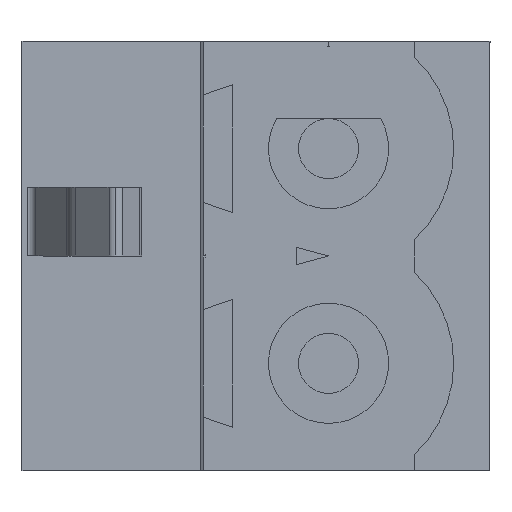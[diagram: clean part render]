
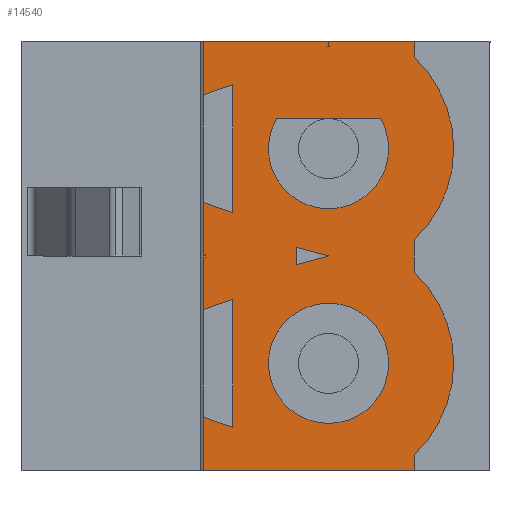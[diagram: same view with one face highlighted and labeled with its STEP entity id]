
A CAD part, left-side view. The second image highlights one B-rep face of the part: STEP entity #14540.
In plain terms, the highlighted planar face has unit normal (-1, 0, 0).
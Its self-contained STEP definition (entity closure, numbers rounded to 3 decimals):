
#10570=CARTESIAN_POINT('',(18.325,18.985,
-6.515));
#10580=VERTEX_POINT('',#10570);
#11370=CARTESIAN_POINT('',(18.325,15.886,
-6.466));
#11380=DIRECTION('',(0.,-0.966,
0.259));
#11390=VECTOR('',#11380,1.);
#11400=LINE('',#11370,#11390);
#11410=CARTESIAN_POINT('',(18.325,16.82,
-6.716));
#11420=VERTEX_POINT('',#11410);
#11430=CARTESIAN_POINT('',(18.325,16.07,
-6.515));
#11440=VERTEX_POINT('',#11430);
#11450=EDGE_CURVE('',#11420,#11440,#11400,.T.);
#12190=CARTESIAN_POINT('',(18.325,18.305,
-7.525));
#12200=VERTEX_POINT('',#12190);
#12370=CARTESIAN_POINT('',(18.325,18.985,
-7.76));
#12380=VERTEX_POINT('',#12370);
#12410=CARTESIAN_POINT('',(18.325,-25.573,
7.639));
#12420=DIRECTION('',(0.,-0.945,0.327));
#12430=VECTOR('',#12420,1.);
#12440=LINE('',#12410,#12430);
#12450=EDGE_CURVE('',#12380,#12200,#12440,.T.);
#12570=CARTESIAN_POINT('',(18.325,13.91,
-8.82));
#12580=DIRECTION('',(-1.,0.,0.));
#12590=DIRECTION('',(0.,-1.,0.));
#12600=AXIS2_PLACEMENT_3D('',#12570,#12580,#12590);
#12610=PLANE('',#12600);
#12620=ORIENTED_EDGE('',*,*,#11450,.F.);
#12630=CARTESIAN_POINT('',(18.325,15.886,
-6.564));
#12640=DIRECTION('',(0.,0.966,
0.259));
#12650=VECTOR('',#12640,1.);
#12660=LINE('',#12630,#12650);
#12670=CARTESIAN_POINT('',(18.325,16.82,
-6.314));
#12680=VERTEX_POINT('',#12670);
#12690=EDGE_CURVE('',#11440,#12680,#12660,.T.);
#12700=ORIENTED_EDGE('',*,*,#12690,.F.);
#12710=CARTESIAN_POINT('',(18.325,16.82,
-4.276));
#12720=DIRECTION('',(0.,0.,-1.));
#12730=VECTOR('',#12720,1.);
#12740=LINE('',#12710,#12730);
#12750=EDGE_CURVE('',#12680,#11420,#12740,.T.);
#12760=ORIENTED_EDGE('',*,*,#12750,.F.);
#12770=EDGE_LOOP('',(#12760,#12700,#12620));
#12780=FACE_BOUND('',#12770,.T.);
#12790=CARTESIAN_POINT('',(18.325,14.07,
-4.276));
#12800=DIRECTION('',(0.,0.,1.));
#12810=VECTOR('',#12800,1.);
#12820=LINE('',#12790,#12810);
#12830=CARTESIAN_POINT('',(18.325,14.07,
-6.894));
#12840=VERTEX_POINT('',#12830);
#12850=CARTESIAN_POINT('',(18.325,14.07,
-6.136));
#12860=VERTEX_POINT('',#12850);
#12870=EDGE_CURVE('',#12840,#12860,#12820,.T.);
#12880=ORIENTED_EDGE('',*,*,#12870,.T.);
#12890=CARTESIAN_POINT('',(18.325,16.07,
-9.015));
#12900=DIRECTION('',(-1.,0.,0.));
#12910=DIRECTION('',(0.,-1.,0.));
#12920=AXIS2_PLACEMENT_3D('',#12890,#12900,#12910);
#12930=CIRCLE('',#12920,2.915);
#12940=CARTESIAN_POINT('',(18.325,13.155,
-9.015));
#12950=VERTEX_POINT('',#12940);
#12960=EDGE_CURVE('',#12950,#12840,#12930,.T.);
#12970=ORIENTED_EDGE('',*,*,#12960,.T.);
#12980=CARTESIAN_POINT('',(18.325,14.07,
-11.136));
#12990=VERTEX_POINT('',#12980);
#13000=EDGE_CURVE('',#12990,#12950,#12930,.T.);
#13010=ORIENTED_EDGE('',*,*,#13000,.T.);
#13020=CARTESIAN_POINT('',(18.325,14.07,
-4.251));
#13030=DIRECTION('',(0.,0.,-1.));
#13040=VECTOR('',#13030,1.);
#13050=LINE('',#13020,#13040);
#13060=CARTESIAN_POINT('',(18.325,14.07,
-11.515));
#13070=VERTEX_POINT('',#13060);
#13080=EDGE_CURVE('',#12990,#13070,#13050,.T.);
#13090=ORIENTED_EDGE('',*,*,#13080,.F.);
#13100=CARTESIAN_POINT('',(18.325,15.886,
-11.515));
#13110=DIRECTION('',(0.,1.,0.));
#13120=VECTOR('',#13110,1.);
#13130=LINE('',#13100,#13120);
#13140=CARTESIAN_POINT('',(18.325,18.985,
-11.515));
#13150=VERTEX_POINT('',#13140);
#13160=EDGE_CURVE('',#13070,#13150,#13130,.T.);
#13170=ORIENTED_EDGE('',*,*,#13160,.F.);
#13180=CARTESIAN_POINT('',(18.325,18.985,
-4.251));
#13190=DIRECTION('',(0.,0.,-1.));
#13200=VECTOR('',#13190,1.);
#13210=LINE('',#13180,#13200);
#13220=CARTESIAN_POINT('',(18.325,18.985,
-10.27));
#13230=VERTEX_POINT('',#13220);
#13240=EDGE_CURVE('',#13230,#13150,#13210,.T.);
#13250=ORIENTED_EDGE('',*,*,#13240,.T.);
#13260=CARTESIAN_POINT('',(18.325,-25.573,
-25.669));
#13270=DIRECTION('',(0.,0.945,0.327));
#13280=VECTOR('',#13270,1.);
#13290=LINE('',#13260,#13280);
#13300=CARTESIAN_POINT('',(18.325,18.305,
-10.505));
#13310=VERTEX_POINT('',#13300);
#13320=EDGE_CURVE('',#13310,#13230,#13290,.T.);
#13330=ORIENTED_EDGE('',*,*,#13320,.T.);
#13340=CARTESIAN_POINT('',(18.325,18.305,
-4.015));
#13350=DIRECTION('',(0.,0.,-1.));
#13360=VECTOR('',#13350,1.);
#13370=LINE('',#13340,#13360);
#13380=EDGE_CURVE('',#12200,#13310,#13370,.T.);
#13390=ORIENTED_EDGE('',*,*,#13380,.T.);
#13400=ORIENTED_EDGE('',*,*,#12450,.T.);
#13410=CARTESIAN_POINT('',(18.325,18.985,
-4.015));
#13420=DIRECTION('',(0.,0.,-1.));
#13430=VECTOR('',#13420,1.);
#13440=LINE('',#13410,#13430);
#13450=EDGE_CURVE('',#10580,#12380,#13440,.T.);
#13460=ORIENTED_EDGE('',*,*,#13450,.T.);
#13470=CARTESIAN_POINT('',(18.325,18.985,
-5.27));
#13480=VERTEX_POINT('',#13470);
#13490=EDGE_CURVE('',#13480,#10580,#13440,.T.);
#13500=ORIENTED_EDGE('',*,*,#13490,.T.);
#13510=CARTESIAN_POINT('',(18.325,-25.573,
-20.669));
#13520=DIRECTION('',(0.,-0.945,-0.327));
#13530=VECTOR('',#13520,1.);
#13540=LINE('',#13510,#13530);
#13550=CARTESIAN_POINT('',(18.325,18.305,
-5.505));
#13560=VERTEX_POINT('',#13550);
#13570=EDGE_CURVE('',#13480,#13560,#13540,.T.);
#13580=ORIENTED_EDGE('',*,*,#13570,.F.);
#13590=CARTESIAN_POINT('',(18.325,18.305,
-4.015));
#13600=DIRECTION('',(0.,0.,-1.));
#13610=VECTOR('',#13600,1.);
#13620=LINE('',#13590,#13610);
#13630=CARTESIAN_POINT('',(18.325,18.305,
-2.525));
#13640=VERTEX_POINT('',#13630);
#13650=EDGE_CURVE('',#13640,#13560,#13620,.T.);
#13660=ORIENTED_EDGE('',*,*,#13650,.T.);
#13670=CARTESIAN_POINT('',(18.325,-25.573,
12.639));
#13680=DIRECTION('',(0.,0.945,-0.327));
#13690=VECTOR('',#13680,1.);
#13700=LINE('',#13670,#13690);
#13710=CARTESIAN_POINT('',(18.325,18.985,
-2.76));
#13720=VERTEX_POINT('',#13710);
#13730=EDGE_CURVE('',#13640,#13720,#13700,.T.);
#13740=ORIENTED_EDGE('',*,*,#13730,.F.);
#13750=CARTESIAN_POINT('',(18.325,18.985,
-4.251));
#13760=DIRECTION('',(0.,0.,-1.));
#13770=VECTOR('',#13760,1.);
#13780=LINE('',#13750,#13770);
#13790=CARTESIAN_POINT('',(18.325,18.985,
-1.515));
#13800=VERTEX_POINT('',#13790);
#13810=EDGE_CURVE('',#13800,#13720,#13780,.T.);
#13820=ORIENTED_EDGE('',*,*,#13810,.T.);
#13830=CARTESIAN_POINT('',(18.325,15.886,
-1.515));
#13840=DIRECTION('',(0.,-1.,0.));
#13850=VECTOR('',#13840,1.);
#13860=LINE('',#13830,#13850);
#13870=CARTESIAN_POINT('',(18.325,14.07,
-1.515));
#13880=VERTEX_POINT('',#13870);
#13890=EDGE_CURVE('',#13800,#13880,#13860,.T.);
#13900=ORIENTED_EDGE('',*,*,#13890,.F.);
#13910=CARTESIAN_POINT('',(18.325,14.07,
-4.251));
#13920=DIRECTION('',(0.,0.,-1.));
#13930=VECTOR('',#13920,1.);
#13940=LINE('',#13910,#13930);
#13950=CARTESIAN_POINT('',(18.325,14.07,
-1.894));
#13960=VERTEX_POINT('',#13950);
#13970=EDGE_CURVE('',#13880,#13960,#13940,.T.);
#13980=ORIENTED_EDGE('',*,*,#13970,.F.);
#13990=CARTESIAN_POINT('',(18.325,16.07,
-4.015));
#14000=DIRECTION('',(1.,0.,0.));
#14010=DIRECTION('',(0.,-1.,0.));
#14020=AXIS2_PLACEMENT_3D('',#13990,#14000,#14010);
#14030=CIRCLE('',#14020,2.915);
#14040=CARTESIAN_POINT('',(18.325,13.155,
-4.015));
#14050=VERTEX_POINT('',#14040);
#14060=EDGE_CURVE('',#13960,#14050,#14030,.T.);
#14070=ORIENTED_EDGE('',*,*,#14060,.F.);
#14080=EDGE_CURVE('',#14050,#12860,#14030,.T.);
#14090=ORIENTED_EDGE('',*,*,#14080,.F.);
#14100=EDGE_LOOP('',(#14090,#14070,#13980,#13900,#13820,#13740,#13660,
#13580,#13500,#13460,#13400,#13390,#13330,#13250,#13170,#13090,#13010,
#12970,#12880));
#14110=FACE_OUTER_BOUND('',#14100,.T.);
#14120=CARTESIAN_POINT('',(18.325,16.07,
-9.015));
#14130=DIRECTION('',(1.,0.,0.));
#14140=DIRECTION('',(0.,-1.,0.));
#14150=AXIS2_PLACEMENT_3D('',#14120,#14130,#14140);
#14160=CIRCLE('',#14150,1.4);
#14170=CARTESIAN_POINT('',(18.325,14.67,
-9.015));
#14180=VERTEX_POINT('',#14170);
#14190=CARTESIAN_POINT('',(18.325,17.47,
-9.015));
#14200=VERTEX_POINT('',#14190);
#14210=EDGE_CURVE('',#14180,#14200,#14160,.T.);
#14220=ORIENTED_EDGE('',*,*,#14210,.T.);
#14230=EDGE_CURVE('',#14200,#14180,#14160,.T.);
#14240=ORIENTED_EDGE('',*,*,#14230,.T.);
#14250=EDGE_LOOP('',(#14240,#14220));
#14260=FACE_BOUND('',#14250,.T.);
#14270=CARTESIAN_POINT('',(18.325,-25.573,
-3.315));
#14280=DIRECTION('',(0.,1.,0.));
#14290=VECTOR('',#14280,1.);
#14300=LINE('',#14270,#14290);
#14310=CARTESIAN_POINT('',(18.325,14.857,
-3.315));
#14320=VERTEX_POINT('',#14310);
#14330=CARTESIAN_POINT('',(18.325,17.282,
-3.315));
#14340=VERTEX_POINT('',#14330);
#14350=EDGE_CURVE('',#14320,#14340,#14300,.T.);
#14360=ORIENTED_EDGE('',*,*,#14350,.F.);
#14370=CARTESIAN_POINT('',(18.325,16.07,
-4.015));
#14380=DIRECTION('',(-1.,0.,0.));
#14390=DIRECTION('',(0.,-1.,0.));
#14400=AXIS2_PLACEMENT_3D('',#14370,#14380,#14390);
#14410=CIRCLE('',#14400,1.4);
#14420=CARTESIAN_POINT('',(18.325,17.47,
-4.015));
#14430=VERTEX_POINT('',#14420);
#14440=EDGE_CURVE('',#14340,#14430,#14410,.T.);
#14450=ORIENTED_EDGE('',*,*,#14440,.F.);
#14460=CARTESIAN_POINT('',(18.325,14.67,
-4.015));
#14470=VERTEX_POINT('',#14460);
#14480=EDGE_CURVE('',#14430,#14470,#14410,.T.);
#14490=ORIENTED_EDGE('',*,*,#14480,.F.);
#14500=EDGE_CURVE('',#14470,#14320,#14410,.T.);
#14510=ORIENTED_EDGE('',*,*,#14500,.F.);
#14520=EDGE_LOOP('',(#14510,#14490,#14450,#14360));
#14530=FACE_BOUND('',#14520,.T.);
#14540=ADVANCED_FACE('',(#12780,#14110,#14260,#14530),#12610,.T.);
